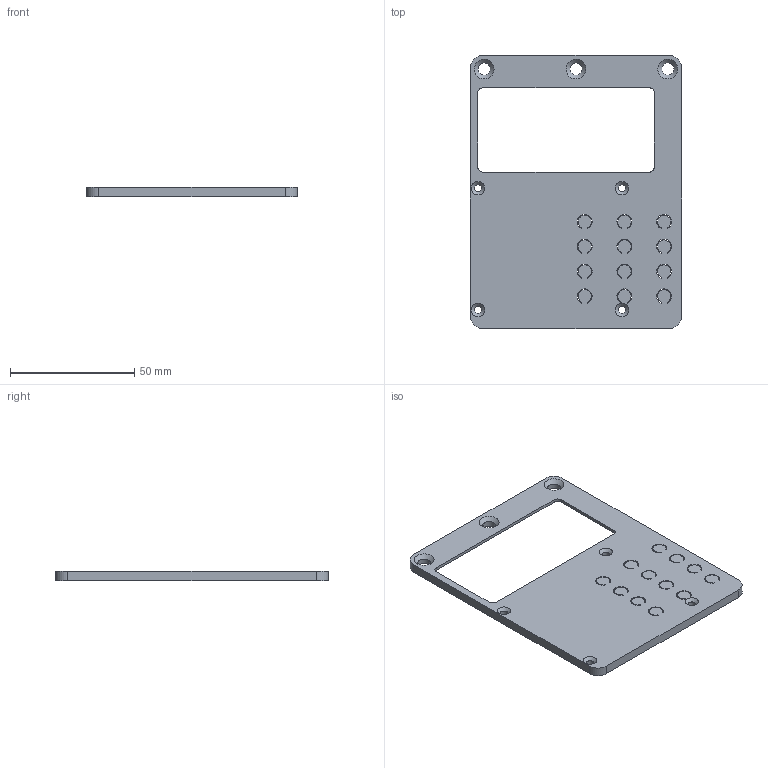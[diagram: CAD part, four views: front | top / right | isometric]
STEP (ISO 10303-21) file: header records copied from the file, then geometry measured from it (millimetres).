
FILE_DESCRIPTION(('FreeCAD Model'),'2;1');
FILE_NAME('Open CASCADE Shape Model','2026-01-29T03:59:24',(''),(''), 'Open CASCADE STEP processor 7.8','FreeCAD','Unknown');
FILE_SCHEMA(('AUTOMOTIVE_DESIGN { 1 0 10303 214 1 1 1 1 }'));
Length unit declared in the file: millimetre
Products named in the file (1): front
Bounding box: 85 x 110 x 3.7 mm (x, y, z)
Volume: 9921.7 mm3; surface area: 17014 mm2
Topology: 1 solids, 1 shells, 117 faces, 320 edges, 208 vertices
Faces by surface type: cylinder 62, plane 48, cone 4, bspline 3
Full cylindrical faces by diameter (mm): 3 x8, 5 x3, 5.5 x2
Entity records: 8283 total; most frequent: CARTESIAN_POINT 1673, DIRECTION 1280, LINE 702, VECTOR 702, ORIENTED_EDGE 640, PCURVE 640, DEFINITIONAL_REPRESENTATION 640, EDGE_CURVE 320
